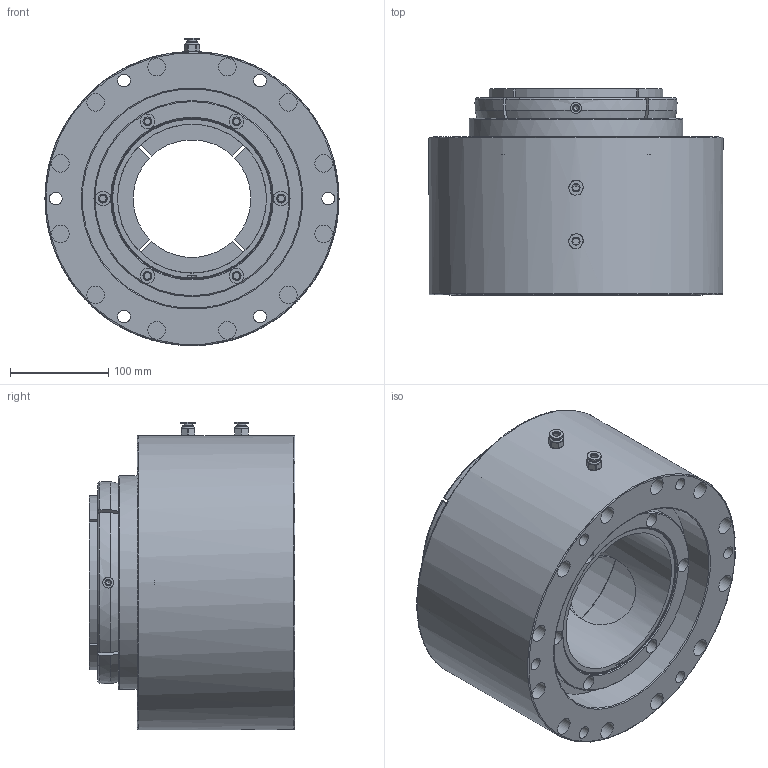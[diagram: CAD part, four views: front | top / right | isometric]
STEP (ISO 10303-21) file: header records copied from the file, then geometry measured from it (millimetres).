
FILE_DESCRIPTION (( 'STEP AP214' ), '1' );
FILE_NAME ('DHS-150-4k+C-150.STEP', '2024-08-23T06:27:55', ( '' ), ( '' ), 'SwSTEP 2.0', 'SolidWorks 2023', '' );
FILE_SCHEMA (( 'AUTOMOTIVE_DESIGN' ));
Length unit declared in the file: millimetre
Products named in the file (3): DHS-150-4k; C-150-4k; DHS-150-4k+C-150
Assembly tree (2 placements, depth 2):
  DHS-150-4k+C-150
    DHS-150-4k
    C-150-4k
Bounding box: 300 x 210 x 313.5 mm (x, y, z)
Volume: 8023600.7 mm3; surface area: 726203.5 mm2
Topology: 8 solids, 20 shells, 617 faces, 1496 edges, 910 vertices
Faces by surface type: cylinder 232, plane 213, bspline 85, cone 33, torus 30, sphere 24
Full cylindrical faces by diameter (mm): 5 x4, 6.6 x4, 6.8 x6, 7 x2, 8.2 x2, 8.5 x12, 9 x8, 9.35 x2, 10 x1, 11 x4, 11.2 x2, 11.887 x2, 13 x6, 13.5 x6, 15 x6, 18 x13, 20 x6, 152 x1, 167 x1, 168 x1, 174.078 x1, 191.075 x1, 200 x1, 218 x1, 224 x1, 300 x1
Entity records: 51612 total; most frequent: CARTESIAN_POINT 32598, ORIENTED_EDGE 2512, DIRECTION 2448, EDGE_CURVE 1256, AXIS2_PLACEMENT_3D 1005, VERTEX_POINT 849, EDGE_LOOP 827, FACE_OUTER_BOUND 729
